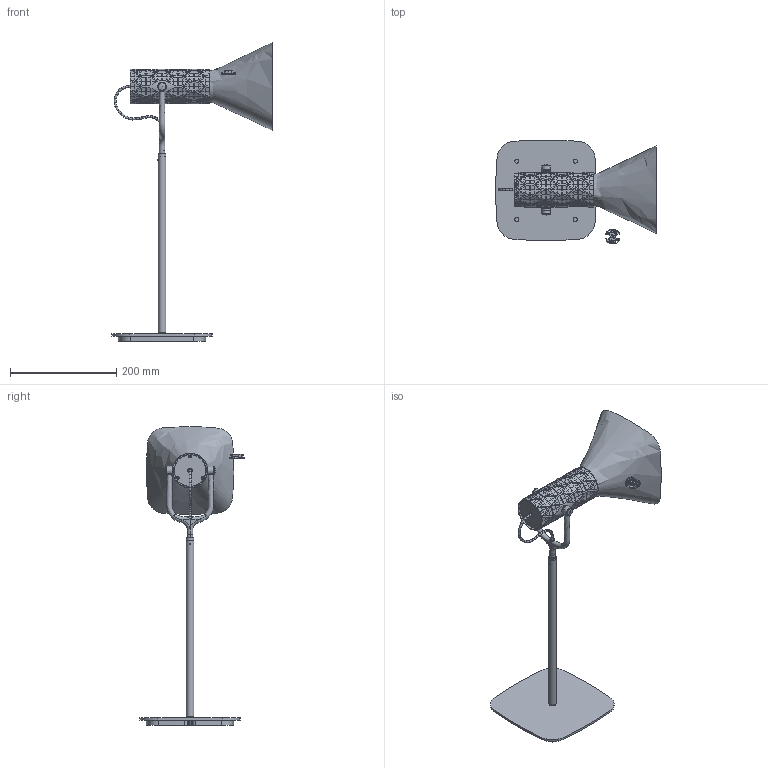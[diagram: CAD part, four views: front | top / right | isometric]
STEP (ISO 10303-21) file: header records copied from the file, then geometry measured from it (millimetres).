
FILE_DESCRIPTION(/* description */ (''),/* implementation_level */ '2;1');
FILE_NAME(/* name */ 'WILMOTTE_TAVOLO.stp',/* time_stamp */ '2014-03-03T09:31:00+01:00',/* author */ (''),/* organization */ (''),/* preprocessor_version */ 'ST-DEVELOPER v11',/* originating_system */ 'SIEMENS PLM Software NX 7.5',/* authorisation */ '');
FILE_SCHEMA (('CONFIG_CONTROL_DESIGN'));
Products named in the file (1): Andr196Bupab
Bounding box: 302.21 x 196.69 x 562.66 mm (x, y, z)
Volume: 797926.2 mm3; surface area: 374800 mm2
Topology: 41 solids, 908 shells, 2786 faces, 9700 edges, 7972 vertices
Faces by surface type: plane 1699, cylinder 452, bspline 441, torus 96, cone 62, sphere 30, revolution 6
Full cylindrical faces by diameter (mm): 2 x2, 2.135 x6, 2.2 x2, 2.5 x9, 3 x7, 3.5 x2, 4 x6, 4.5 x2, 5 x11, 5.3 x6, 5.4 x3, 5.9 x1, 6 x5, 6.6 x4, 6.8 x2, 7 x7, 7.6 x4, 7.794 x3, 7.9 x4, 8 x3, 8.2 x4, 8.782 x1, 8.9 x1, 8.985 x1, 9 x2, 9.732 x1, 9.8 x1, 10 x1, 10.5 x1, 10.6 x2
Entity records: 126984 total; most frequent: CARTESIAN_POINT 53607, ORIENTED_EDGE 13856, DIRECTION 11042, EDGE_CURVE 9381, VERTEX_POINT 7893, LINE 4794, VECTOR 4794, B_SPLINE_CURVE_WITH_KNOTS 3760
